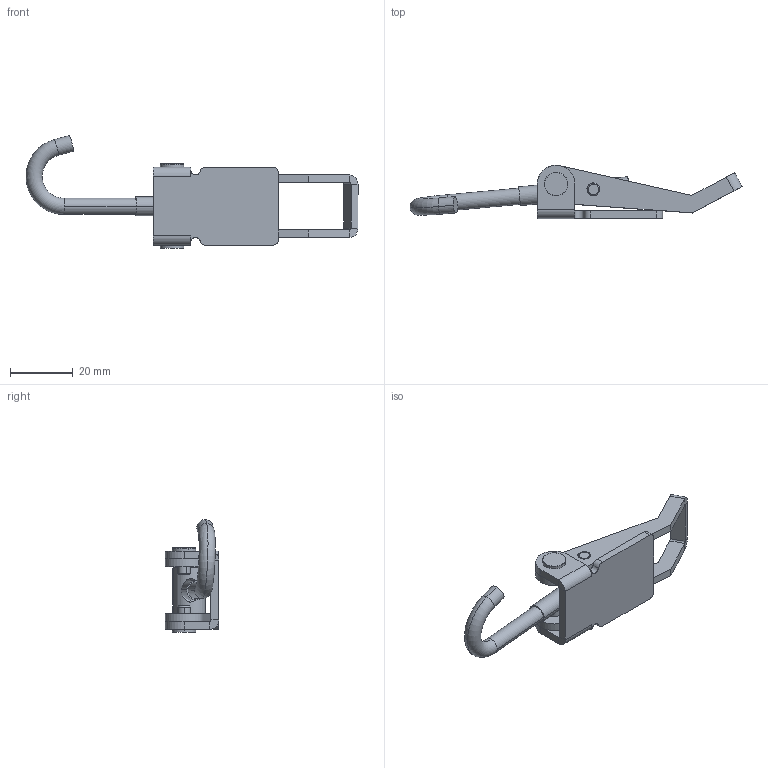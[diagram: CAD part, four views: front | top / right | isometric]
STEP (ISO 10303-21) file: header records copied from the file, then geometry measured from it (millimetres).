
FILE_DESCRIPTION (( 'STEP AP214' ), '1' );
FILE_NAME ('540802 - H SA Stainless.STEP', '2017-02-07T07:55:01', ( '' ), ( '' ), 'SwSTEP 2.0', 'SolidWorks 2015', '' );
FILE_SCHEMA (( 'AUTOMOTIVE_DESIGN' ));
Length unit declared in the file: millimetre
Products named in the file (6): 702 - Hake M6; 702 - Rulle; 702 - Ansatsnit; 702 - Bygel; 702 - Platta SA; 540802 - H SA Stainless
Assembly tree (6 placements, depth 2):
  540802 - H SA Stainless
    702 - Platta SA
    702 - Bygel
    702 - Ansatsnit  x2
    702 - Rulle
    702 - Hake M6
Bounding box: 106.02 x 17 x 36.08 mm (x, y, z)
Volume: 9265.9 mm3; surface area: 8872.5 mm2
Topology: 6 solids, 6 shells, 130 faces, 283 edges, 172 vertices
Faces by surface type: cylinder 57, plane 55, cone 12, torus 6
Entity records: 3623 total; most frequent: CARTESIAN_POINT 680, DIRECTION 619, ORIENTED_EDGE 514, EDGE_CURVE 257, AXIS2_PLACEMENT_3D 241, VERTEX_POINT 156, VECTOR 137, LINE 137
